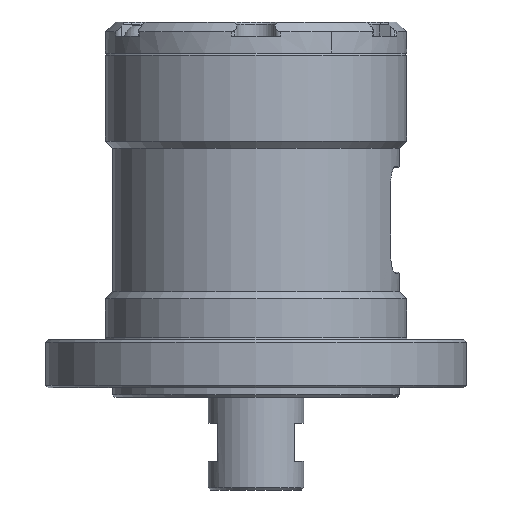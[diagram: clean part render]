
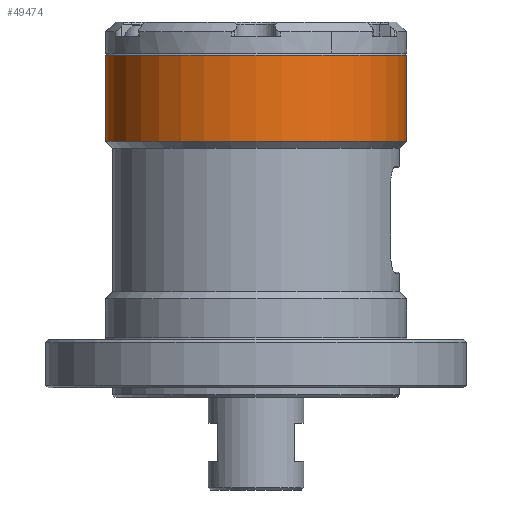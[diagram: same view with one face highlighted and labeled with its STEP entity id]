
A CAD part, front view. The second image highlights one B-rep face of the part: STEP entity #49474.
In plain terms, the highlighted cylindrical face has radius 31.5 mm (diameter 63 mm), a partial arc.
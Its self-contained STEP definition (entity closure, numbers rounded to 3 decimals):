
#4242 = VECTOR ( 'NONE', #12255, 1000. ) ;
#5790 = VERTEX_POINT ( 'NONE', #43797 ) ;
#12255 = DIRECTION ( 'NONE',  ( 0., 0., 1. ) ) ;
#13112 = VERTEX_POINT ( 'NONE', #48842 ) ;
#13226 = EDGE_CURVE ( 'NONE', #13112, #40950, #42809, .T. ) ;
#14767 = DIRECTION ( 'NONE',  ( 0., 0., -1. ) ) ;
#16122 = AXIS2_PLACEMENT_3D ( 'NONE', #21882, #49687, #25899 ) ;
#16337 = AXIS2_PLACEMENT_3D ( 'NONE', #50276, #26294, #26459 ) ;
#16766 = ORIENTED_EDGE ( 'NONE', *, *, #20247, .T. ) ;
#17213 = EDGE_LOOP ( 'NONE', ( #40921, #27189, #34858, #16766 ) ) ;
#20247 = EDGE_CURVE ( 'NONE', #5790, #28590, #51279, .T. ) ;
#21882 = CARTESIAN_POINT ( 'NONE',  ( 0., 0., -59.5 ) ) ;
#23324 = CARTESIAN_POINT ( 'NONE',  ( 31.5, 0., -59.5 ) ) ;
#24099 = LINE ( 'NONE', #36011, #4242 ) ;
#24123 = LINE ( 'NONE', #44977, #44038 ) ;
#24770 = EDGE_CURVE ( 'NONE', #40950, #5790, #24123, .T. ) ;
#25156 = DIRECTION ( 'NONE',  ( 0., 0., 1. ) ) ;
#25899 = DIRECTION ( 'NONE',  ( -1., 0., 0. ) ) ;
#26294 = DIRECTION ( 'NONE',  ( 0., 0., 1. ) ) ;
#26459 = DIRECTION ( 'NONE',  ( 1., 0., 0. ) ) ;
#27189 = ORIENTED_EDGE ( 'NONE', *, *, #13226, .T. ) ;
#27456 = FACE_OUTER_BOUND ( 'NONE', #17213, .T. ) ;
#28590 = VERTEX_POINT ( 'NONE', #30281 ) ;
#30281 = CARTESIAN_POINT ( 'NONE',  ( -31.5, 0., -41.6 ) ) ;
#34858 = ORIENTED_EDGE ( 'NONE', *, *, #24770, .T. ) ;
#36011 = CARTESIAN_POINT ( 'NONE',  ( -31.5, 0., -60. ) ) ;
#36813 = CYLINDRICAL_SURFACE ( 'NONE', #16337, 31.5 ) ;
#38578 = CARTESIAN_POINT ( 'NONE',  ( 0., 0., -41.6 ) ) ;
#38917 = EDGE_CURVE ( 'NONE', #13112, #28590, #24099, .T. ) ;
#39249 = AXIS2_PLACEMENT_3D ( 'NONE', #38578, #14767, #42591 ) ;
#40921 = ORIENTED_EDGE ( 'NONE', *, *, #38917, .F. ) ;
#40950 = VERTEX_POINT ( 'NONE', #23324 ) ;
#42591 = DIRECTION ( 'NONE',  ( -1., 0., 0. ) ) ;
#42809 = CIRCLE ( 'NONE', #16122, 31.5 ) ;
#43797 = CARTESIAN_POINT ( 'NONE',  ( 31.5, 0., -41.6 ) ) ;
#44038 = VECTOR ( 'NONE', #25156, 1000. ) ;
#44977 = CARTESIAN_POINT ( 'NONE',  ( 31.5, 0., -60. ) ) ;
#48842 = CARTESIAN_POINT ( 'NONE',  ( -31.5, 0., -59.5 ) ) ;
#49474 = ADVANCED_FACE ( 'NONE', ( #27456 ), #36813, .T. ) ;
#49687 = DIRECTION ( 'NONE',  ( 0., 0., 1. ) ) ;
#50276 = CARTESIAN_POINT ( 'NONE',  ( 0., 0., -60. ) ) ;
#51279 = CIRCLE ( 'NONE', #39249, 31.5 ) ;
